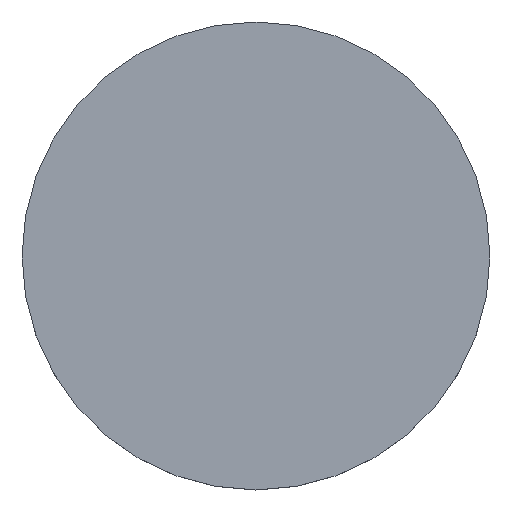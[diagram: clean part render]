
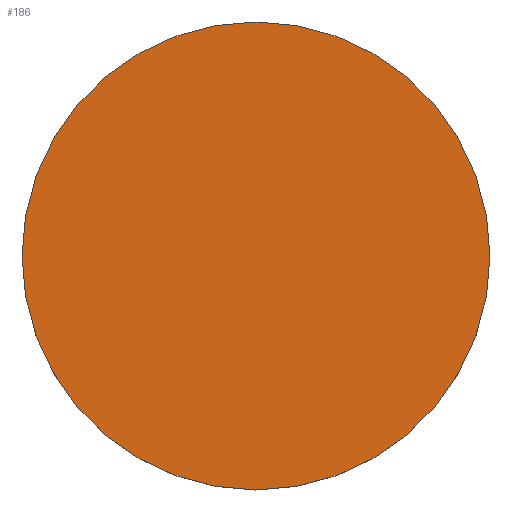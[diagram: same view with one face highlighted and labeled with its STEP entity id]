
A CAD part, top view. The second image highlights one B-rep face of the part: STEP entity #186.
In plain terms, the highlighted planar face has unit normal (0, 0, 1).
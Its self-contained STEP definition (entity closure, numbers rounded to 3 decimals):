
#9 = CARTESIAN_POINT ( 'NONE',  ( 0., 0., 4. ) ) ;
#12 = CARTESIAN_POINT ( 'NONE',  ( -19.05, 0., 4. ) ) ;
#15 = EDGE_LOOP ( 'NONE', ( #156, #124 ) ) ;
#29 = EDGE_CURVE ( 'NONE', #95, #107, #30, .T. ) ;
#30 = CIRCLE ( 'NONE', #226, 19.05 ) ;
#34 = DIRECTION ( 'NONE',  ( 0., 0., -1. ) ) ;
#58 = CIRCLE ( 'NONE', #144, 19.05 ) ;
#70 = DIRECTION ( 'NONE',  ( 0., 0., -1. ) ) ;
#74 = DIRECTION ( 'NONE',  ( 1., 0., 0. ) ) ;
#83 = DIRECTION ( 'NONE',  ( 1., 0., 0. ) ) ;
#88 = DIRECTION ( 'NONE',  ( 1., 0., 0. ) ) ;
#95 = VERTEX_POINT ( 'NONE', #12 ) ;
#107 = VERTEX_POINT ( 'NONE', #136 ) ;
#124 = ORIENTED_EDGE ( 'NONE', *, *, #29, .F. ) ;
#126 = PLANE ( 'NONE',  #166 ) ;
#127 = CARTESIAN_POINT ( 'NONE',  ( 0., 0., 4. ) ) ;
#136 = CARTESIAN_POINT ( 'NONE',  ( 19.05, 0., 4. ) ) ;
#143 = CARTESIAN_POINT ( 'NONE',  ( 0., 39.066, 4. ) ) ;
#144 = AXIS2_PLACEMENT_3D ( 'NONE', #127, #70, #88 ) ;
#156 = ORIENTED_EDGE ( 'NONE', *, *, #185, .F. ) ;
#165 = FACE_OUTER_BOUND ( 'NONE', #15, .T. ) ;
#166 = AXIS2_PLACEMENT_3D ( 'NONE', #143, #221, #74 ) ;
#185 = EDGE_CURVE ( 'NONE', #107, #95, #58, .T. ) ;
#186 = ADVANCED_FACE ( 'NONE', ( #165 ), #126, .T. ) ;
#221 = DIRECTION ( 'NONE',  ( 0., 0., 1. ) ) ;
#226 = AXIS2_PLACEMENT_3D ( 'NONE', #9, #34, #83 ) ;
